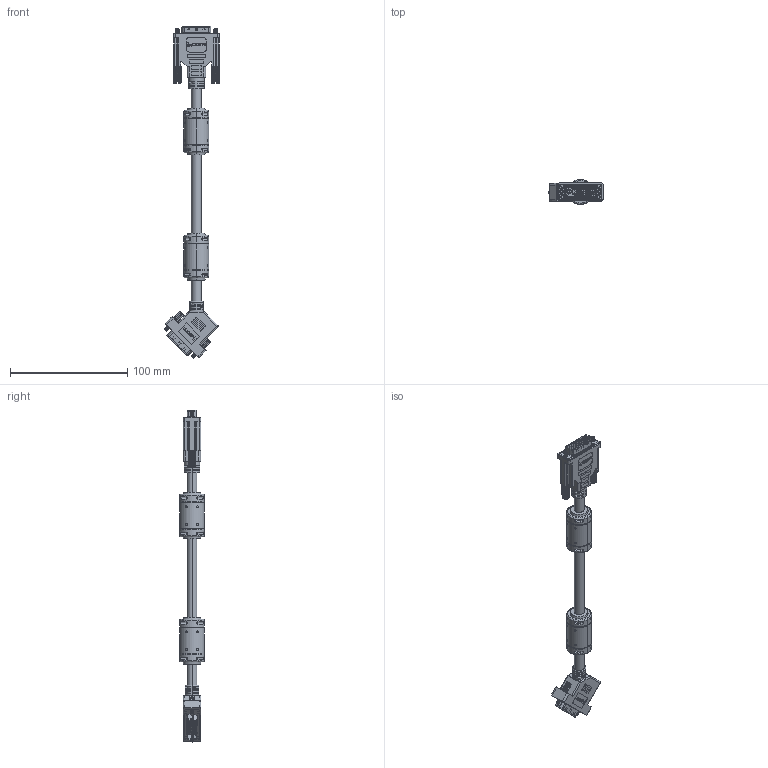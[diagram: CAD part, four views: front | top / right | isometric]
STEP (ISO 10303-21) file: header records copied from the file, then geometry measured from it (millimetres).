
FILE_DESCRIPTION (( 'STEP AP203' ), '1' );
FILE_NAME ('DVIDDL-45.STEP', '2012-05-17T15:14:48', ( 'x' ), ( 'Microsoft' ), 'SwSTEP 2.0', 'SolidWorks 2010', '' );
FILE_SCHEMA (( 'CONFIG_CONTROL_DESIGN' ));
Length unit declared in the file: millimetre
Products named in the file (13): SCREW_默认1; DVI-DL(24+1)M METAL CAN_默认1; MTN-473_NEW LOGO; 1AJ06-038_SP26456; 1AH01-009_??; DVIDDL-45; DVI-DL CABLELINE_默认1; DVI-DL(24+1)MM ASM1_NEW LOGO; dvi-DL(24+1)MM+inner molding_默认1; DVI-DL(24+1)M HOUSING_默认1_WITH NEW LOGO; DVI-DL(24+1)M FERRITE AND JACKET(FOR ASSEMBLY)_默认1; MTN-473_DVI-D DL; MTN-374
Assembly tree (15 placements, depth 3):
  DVIDDL-45
    DVI-DL(24+1)M FERRITE AND JACKET(FOR ASSEMBLY)_默认1  x2
    MTN-473_DVI-D DL
      MTN-374
      1AH01-009_??
      MTN-473_NEW LOGO
      1AJ06-038_SP26456  x2
    DVI-DL(24+1)MM ASM1_NEW LOGO
      dvi-DL(24+1)MM+inner molding_默认1
      SCREW_默认1  x2
      DVI-DL(24+1)M METAL CAN_默认1
      DVI-DL(24+1)M HOUSING_默认1_WITH NEW LOGO
    DVI-DL CABLELINE_默认1
Bounding box: 46.58 x 21.3 x 283.75 mm (x, y, z)
Volume: 70294.4 mm3; surface area: 53937.7 mm2
Topology: 26 solids, 26 shells, 3595 faces, 9279 edges, 5919 vertices
Faces by surface type: plane 2175, cylinder 716, bspline 522, cone 142, torus 24, sphere 16
Entity records: 112951 total; most frequent: CARTESIAN_POINT 37427, ORIENTED_EDGE 16162, DIRECTION 13953, EDGE_CURVE 8081, VECTOR 5883, LINE 5883, VERTEX_POINT 5169, AXIS2_PLACEMENT_3D 4035
